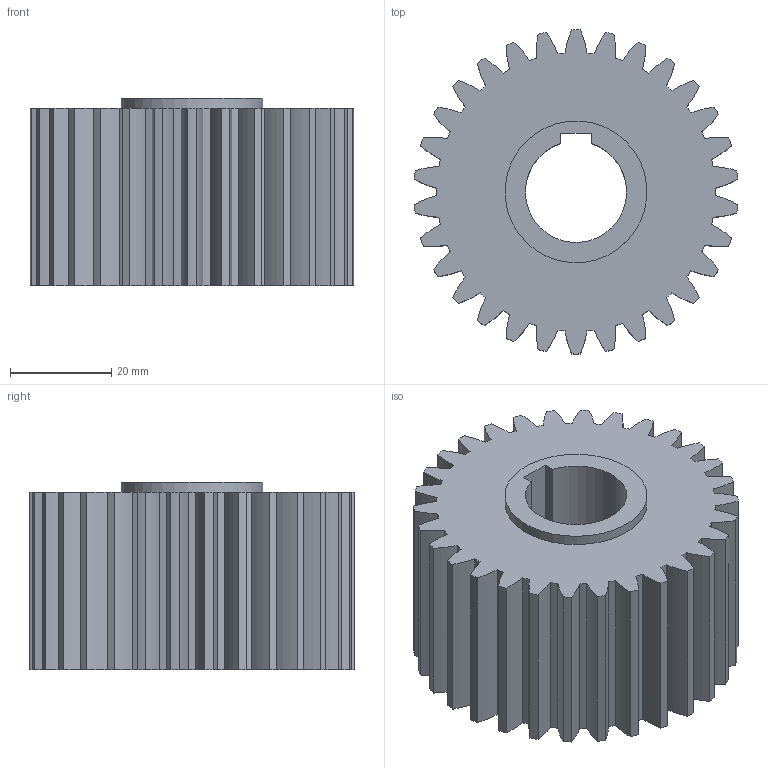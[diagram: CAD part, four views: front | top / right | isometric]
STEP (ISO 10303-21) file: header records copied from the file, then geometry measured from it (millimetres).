
FILE_DESCRIPTION( ('This file contains a STEP AP42 implementation' ,'as created by ZW3D STEP Interface translator.' ,'') ,'2;1' );
FILE_NAME( '喘謫60-2.iam.stp' ,'251027.114722', (''), ('ZWCAD Software Co.'), 'Version 1.0', 'ZW3D to STEP translator', '' );
FILE_SCHEMA(('AUTOMOTIVE_DESIGN { 1 0 10303 214 1 1 1 1 }'));
Length unit declared in the file: millimetre
Products named in the file (4): 0; 喘謫60-2.iam; 喘謫60-2; 喘謫60-2_1 FEATURE
Assembly tree (2 placements, depth 3):
  0
  喘謫60-2.iam
    喘謫60-2
      喘謫60-2_1 FEATURE
Bounding box: 63.8 x 64 x 37 mm (x, y, z)
Volume: 87461.8 mm3; surface area: 20906.2 mm2
Topology: 1 solids, 1 shells, 128 faces, 377 edges, 252 vertices
Faces by surface type: cylinder 122, plane 6
Full cylindrical faces by diameter (mm): 28 x1
Entity records: 4643 total; most frequent: DIRECTION 893, CARTESIAN_POINT 764, ORIENTED_EDGE 754, AXIS2_PLACEMENT_3D 381, EDGE_CURVE 377, VERTEX_POINT 252, CIRCLE 246, VECTOR 131
